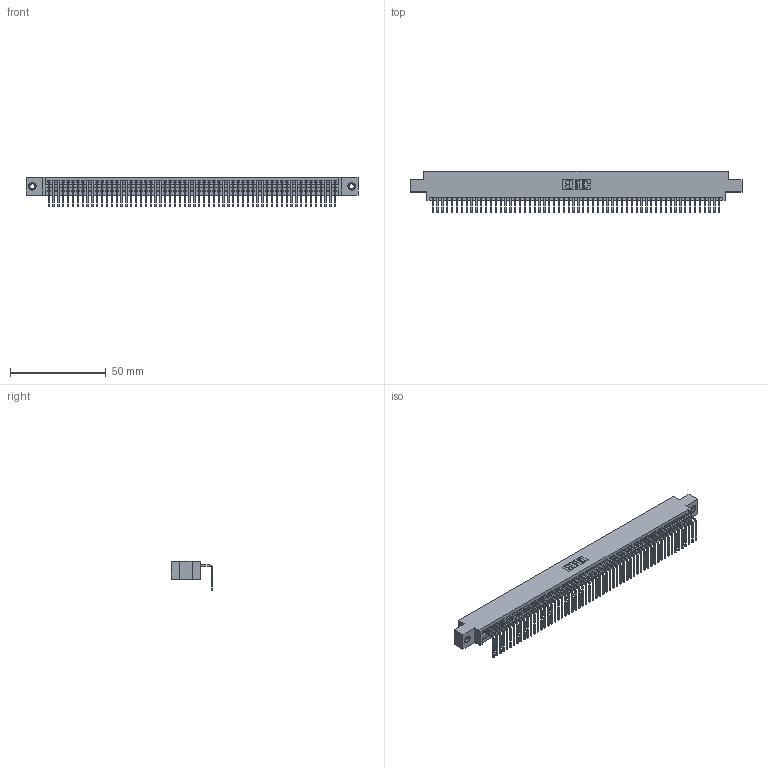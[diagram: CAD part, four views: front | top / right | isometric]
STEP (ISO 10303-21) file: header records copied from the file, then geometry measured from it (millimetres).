
FILE_DESCRIPTION (( 'STEP AP203' ), '1' );
FILE_NAME ('345-060-558-607.STEP', '2019-10-10T20:46:47', ( '' ), ( '' ), 'SwSTEP 2.0', 'SolidWorks 2016', '' );
FILE_SCHEMA (( 'CONFIG_CONTROL_DESIGN' ));
Length unit declared in the file: inch
Products named in the file (4): 345 Part_0.170 Offset - 0.156 Dia-TI; 345-060-558-607; 345-292-001_558 Tail - 2; 345-250-001_345-250-005-103
Assembly tree (63 placements, depth 2):
  345-060-558-607
    345 Part_0.170 Offset - 0.156 Dia-TI
    345-292-001_558 Tail - 2  x60
    345-250-001_345-250-005-103  x2
Bounding box: 173.61 x 21.83 x 15.37 mm (x, y, z)
Volume: 16710 mm3; surface area: 23784.5 mm2
Topology: 63 solids, 63 shells, 3790 faces, 11409 edges, 7518 vertices
Faces by surface type: plane 2636, cylinder 1138, cone 12, torus 4
Entity records: 44136 total; most frequent: CARTESIAN_POINT 7627, ORIENTED_EDGE 7614, DIRECTION 6661, EDGE_CURVE 3807, LINE 3415, VECTOR 3415, VERTEX_POINT 2532, AXIS2_PLACEMENT_3D 1623
